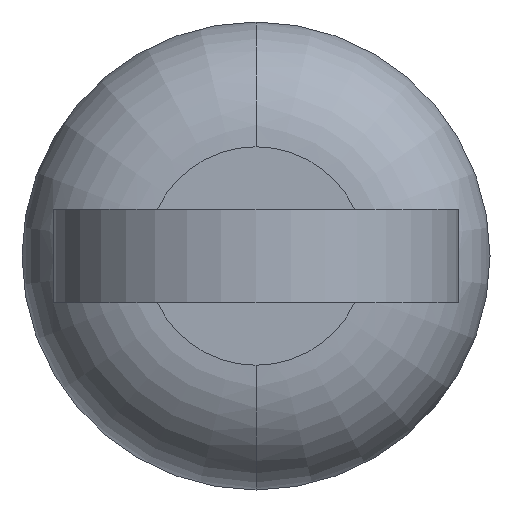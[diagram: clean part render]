
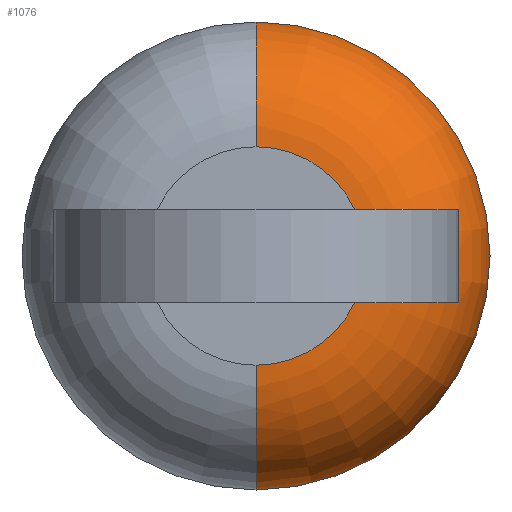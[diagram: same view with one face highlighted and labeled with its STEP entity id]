
A CAD part, front view. The second image highlights one B-rep face of the part: STEP entity #1076.
In plain terms, the highlighted toroidal (fillet/blend) face has major radius 3.5 mm and minor radius 4 mm.
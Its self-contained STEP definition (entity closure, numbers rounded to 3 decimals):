
#3 = CARTESIAN_POINT ( 'NONE',  ( 5.578, 13.196, 1.5 ) ) ;
#4 = CARTESIAN_POINT ( 'NONE',  ( 3.799, 12.531, 1.5 ) ) ;
#6 = CARTESIAN_POINT ( 'NONE',  ( 4.424, 12.663, 1.5 ) ) ;
#12 = CARTESIAN_POINT ( 'NONE',  ( 6.301, 13.81, 1.5 ) ) ;
#14 = CARTESIAN_POINT ( 'NONE',  ( 0., 16.5, 0. ) ) ;
#22 = DIRECTION ( 'NONE',  ( 0., 0., 1. ) ) ;
#57 = CARTESIAN_POINT ( 'NONE',  ( 3.162, 12.5, 1.5 ) ) ;
#60 = CARTESIAN_POINT ( 'NONE',  ( 3.162, 12.5, -1.5 ) ) ;
#61 = CARTESIAN_POINT ( 'NONE',  ( 0., 12.5, -3.5 ) ) ;
#66 = CARTESIAN_POINT ( 'NONE',  ( 6.5, 14.062, -1.5 ) ) ;
#74 = CARTESIAN_POINT ( 'NONE',  ( 0., 16.5, -7.5 ) ) ;
#83 = DIRECTION ( 'NONE',  ( 0., 0., -1. ) ) ;
#88 = DIRECTION ( 'NONE',  ( 0., 0., 1. ) ) ;
#92 = CARTESIAN_POINT ( 'NONE',  ( 0., 12.5, 3.5 ) ) ;
#94 = DIRECTION ( 'NONE',  ( 0., 0., 1. ) ) ;
#97 = DIRECTION ( 'NONE',  ( 0., -1., 0. ) ) ;
#98 = CARTESIAN_POINT ( 'NONE',  ( 0., 16.5, 3.5 ) ) ;
#99 = CARTESIAN_POINT ( 'NONE',  ( 0., 12.5, 0. ) ) ;
#101 = DIRECTION ( 'NONE',  ( -1., 0., 0. ) ) ;
#102 = DIRECTION ( 'NONE',  ( 1., 0., 0. ) ) ;
#107 = CARTESIAN_POINT ( 'NONE',  ( 0., 16.5, -3.5 ) ) ;
#120 = CARTESIAN_POINT ( 'NONE',  ( 3.162, 12.5, 1.5 ) ) ;
#123 = CARTESIAN_POINT ( 'NONE',  ( 3.482, 12.5, 1.5 ) ) ;
#126 = DIRECTION ( 'NONE',  ( 0., 0., 1. ) ) ;
#127 = DIRECTION ( 'NONE',  ( 0., 1., 0. ) ) ;
#132 = CARTESIAN_POINT ( 'NONE',  ( 0., 16.5, 7.5 ) ) ;
#140 = CARTESIAN_POINT ( 'NONE',  ( 4.727, 12.763, 1.5 ) ) ;
#148 = CARTESIAN_POINT ( 'NONE',  ( 6.5, 14.062, 1.5 ) ) ;
#149 = CARTESIAN_POINT ( 'NONE',  ( 6.5, 14.062, 1.5 ) ) ;
#150 = CARTESIAN_POINT ( 'NONE',  ( 0., 12.5, 0. ) ) ;
#153 = DIRECTION ( 'NONE',  ( 0., 1., 0. ) ) ;
#163 = CARTESIAN_POINT ( 'NONE',  ( 6.077, 13.587, 1.5 ) ) ;
#164 = CARTESIAN_POINT ( 'NONE',  ( 5.302, 13.028, 1.5 ) ) ;
#165 = DIRECTION ( 'NONE',  ( 0., -1., 0. ) ) ;
#179 = DIRECTION ( 'NONE',  ( 0., 0., 1. ) ) ;
#185 = CARTESIAN_POINT ( 'NONE',  ( 0., 16.5, 0. ) ) ;
#191 = CARTESIAN_POINT ( 'NONE',  ( 6.301, 13.81, -1.5 ) ) ;
#202 = CARTESIAN_POINT ( 'NONE',  ( 5.3, 13.027, -1.5 ) ) ;
#225 = CARTESIAN_POINT ( 'NONE',  ( 6.5, 14.062, -1.5 ) ) ;
#233 = CARTESIAN_POINT ( 'NONE',  ( 5.57, 13.19, -1.5 ) ) ;
#244 = CARTESIAN_POINT ( 'NONE',  ( 4.868, 12.828, -1.5 ) ) ;
#274 = CARTESIAN_POINT ( 'NONE',  ( 6.072, 13.582, -1.5 ) ) ;
#305 = CIRCLE ( 'NONE', #390, 3.5 ) ;
#313 = AXIS2_PLACEMENT_3D ( 'NONE', #185, #153, #179 ) ;
#347 = TOROIDAL_SURFACE ( 'NONE', #313, 3.5, 4. ) ;
#359 = CIRCLE ( 'NONE', #477, 3.5 ) ;
#377 = CIRCLE ( 'NONE', #460, 4. ) ;
#385 = CIRCLE ( 'NONE', #408, 7.5 ) ;
#390 = AXIS2_PLACEMENT_3D ( 'NONE', #150, #165, #22 ) ;
#408 = AXIS2_PLACEMENT_3D ( 'NONE', #14, #127, #126 ) ;
#454 = AXIS2_PLACEMENT_3D ( 'NONE', #98, #101, #88 ) ;
#460 = AXIS2_PLACEMENT_3D ( 'NONE', #107, #102, #83 ) ;
#477 = AXIS2_PLACEMENT_3D ( 'NONE', #99, #97, #94 ) ;
#572 = VERTEX_POINT ( 'NONE', #132 ) ;
#581 = VERTEX_POINT ( 'NONE', #61 ) ;
#589 = VERTEX_POINT ( 'NONE', #60 ) ;
#591 = EDGE_LOOP ( 'NONE', ( #711, #713, #709, #712, #707, #714, #708, #710 ) ) ;
#606 = VERTEX_POINT ( 'NONE', #57 ) ;
#607 = VERTEX_POINT ( 'NONE', #66 ) ;
#610 = VERTEX_POINT ( 'NONE', #74 ) ;
#613 = VERTEX_POINT ( 'NONE', #92 ) ;
#619 = VERTEX_POINT ( 'NONE', #148 ) ;
#707 = ORIENTED_EDGE ( 'NONE', *, *, #1023, .F. ) ;
#708 = ORIENTED_EDGE ( 'NONE', *, *, #1125, .F. ) ;
#709 = ORIENTED_EDGE ( 'NONE', *, *, #1039, .F. ) ;
#710 = ORIENTED_EDGE ( 'NONE', *, *, #1132, .F. ) ;
#711 = ORIENTED_EDGE ( 'NONE', *, *, #1033, .F. ) ;
#712 = ORIENTED_EDGE ( 'NONE', *, *, #1022, .F. ) ;
#713 = ORIENTED_EDGE ( 'NONE', *, *, #1024, .T. ) ;
#714 = ORIENTED_EDGE ( 'NONE', *, *, #1030, .F. ) ;
#750 = FACE_OUTER_BOUND ( 'NONE', #591, .T. ) ;
#816 = B_SPLINE_CURVE_WITH_KNOTS ( 'NONE', 3,
 ( #149, #12, #163, #3, #164, #140, #6, #4, #123, #120 ),
 .UNSPECIFIED., .F., .F.,
 ( 4, 2, 2, 2, 4 ),
 ( 0., 0.001, 0.002, 0.003, 0.004 ),
 .UNSPECIFIED. ) ;
#819 = B_SPLINE_CURVE_WITH_KNOTS ( 'NONE', 3,
 ( #858, #861, #1009, #991, #967, #854, #901, #1011 ),
 .UNSPECIFIED., .F., .F.,
 ( 4, 2, 2, 4 ),
 ( 0., 0.002, 0.002, 0.003 ),
 .UNSPECIFIED. ) ;
#821 = B_SPLINE_CURVE_WITH_KNOTS ( 'NONE', 3,
 ( #846, #1008, #996, #867, #1007, #850, #244, #202, #233, #274, #191, #225 ),
 .UNSPECIFIED., .F., .F.,
 ( 4, 2, 2, 2, 2, 4 ),
 ( 0., 0.001, 0.001, 0.002, 0.003, 0.004 ),
 .UNSPECIFIED. ) ;
#834 = CIRCLE ( 'NONE', #454, 4. ) ;
#846 = CARTESIAN_POINT ( 'NONE',  ( 3.162, 12.5, -1.5 ) ) ;
#850 = CARTESIAN_POINT ( 'NONE',  ( 4.718, 12.769, -1.5 ) ) ;
#854 = CARTESIAN_POINT ( 'NONE',  ( 6.5, 13.938, 1.006 ) ) ;
#858 = CARTESIAN_POINT ( 'NONE',  ( 6.5, 14.062, -1.5 ) ) ;
#861 = CARTESIAN_POINT ( 'NONE',  ( 6.5, 13.918, -1.009 ) ) ;
#867 = CARTESIAN_POINT ( 'NONE',  ( 4.262, 12.629, -1.5 ) ) ;
#901 = CARTESIAN_POINT ( 'NONE',  ( 6.5, 13.99, 1.255 ) ) ;
#967 = CARTESIAN_POINT ( 'NONE',  ( 6.5, 13.87, 0.501 ) ) ;
#991 = CARTESIAN_POINT ( 'NONE',  ( 6.5, 13.854, 0.246 ) ) ;
#996 = CARTESIAN_POINT ( 'NONE',  ( 3.798, 12.531, -1.5 ) ) ;
#1007 = CARTESIAN_POINT ( 'NONE',  ( 4.415, 12.67, -1.5 ) ) ;
#1008 = CARTESIAN_POINT ( 'NONE',  ( 3.483, 12.5, -1.5 ) ) ;
#1009 = CARTESIAN_POINT ( 'NONE',  ( 6.5, 13.855, -0.51 ) ) ;
#1011 = CARTESIAN_POINT ( 'NONE',  ( 6.5, 14.062, 1.5 ) ) ;
#1022 = EDGE_CURVE ( 'NONE', #613, #572, #834, .T. ) ;
#1023 = EDGE_CURVE ( 'NONE', #606, #613, #359, .T. ) ;
#1024 = EDGE_CURVE ( 'NONE', #581, #610, #377, .T. ) ;
#1030 = EDGE_CURVE ( 'NONE', #619, #606, #816, .T. ) ;
#1033 = EDGE_CURVE ( 'NONE', #581, #589, #305, .T. ) ;
#1039 = EDGE_CURVE ( 'NONE', #572, #610, #385, .T. ) ;
#1076 = ADVANCED_FACE ( 'NONE', ( #750 ), #347, .T. ) ;
#1125 = EDGE_CURVE ( 'NONE', #607, #619, #819, .T. ) ;
#1132 = EDGE_CURVE ( 'NONE', #589, #607, #821, .T. ) ;
